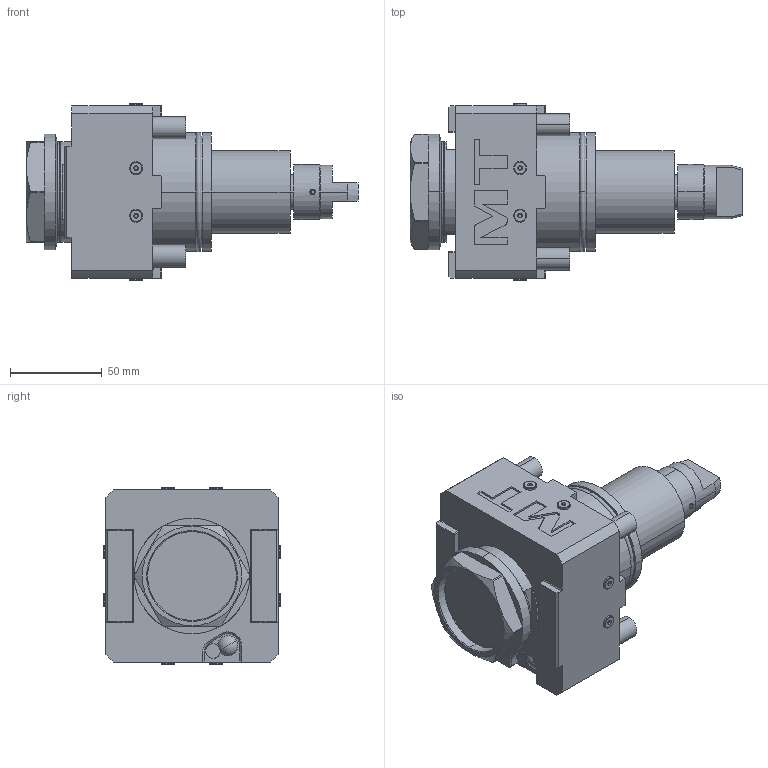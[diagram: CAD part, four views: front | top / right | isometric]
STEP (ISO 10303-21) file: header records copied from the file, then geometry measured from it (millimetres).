
FILE_DESCRIPTION((''),'2;1');
FILE_NAME('DWO3480250_CONF','2023-04-27T08:56:13',('smalpassi'),('M.T. srl'),'CREO PARAMETRIC BY PTC INC, 2021072','CREO PARAMETRIC BY PTC INC, 2021072','');
FILE_SCHEMA(('CONFIG_CONTROL_DESIGN'));
Length unit declared in the file: millimetre
Products named in the file (1): DWO3480250_CONF
Bounding box: 181 x 96.6 x 96.6 mm (x, y, z)
Volume: 646565.5 mm3; surface area: 74128.2 mm2
Topology: 2 solids, 2 shells, 363 faces, 840 edges, 527 vertices
Faces by surface type: plane 161, cylinder 118, cone 40, torus 34, bspline 4, extrusion 4, sphere 2
Entity records: 11248 total; most frequent: CARTESIAN_POINT 2753, DIRECTION 1857, ORIENTED_EDGE 1676, EDGE_CURVE 838, AXIS2_PLACEMENT_3D 702, VERTEX_POINT 527, VECTOR 453, LINE 449
